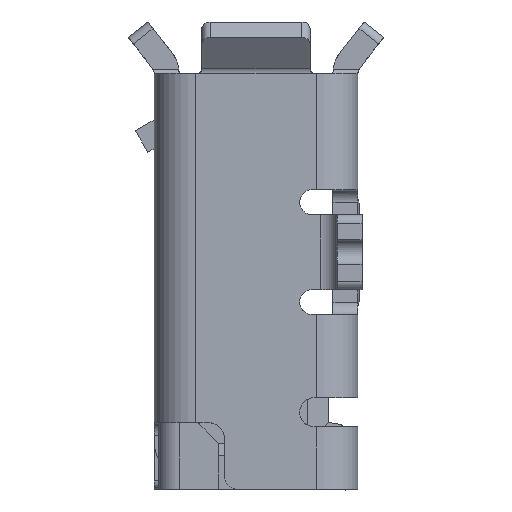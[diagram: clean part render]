
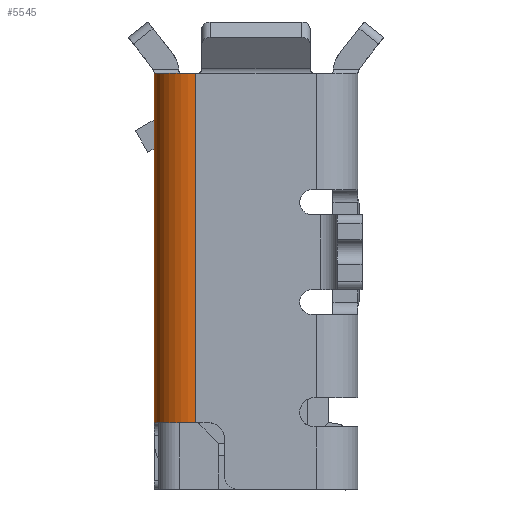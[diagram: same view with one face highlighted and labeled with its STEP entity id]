
A CAD part, left-side view. The second image highlights one B-rep face of the part: STEP entity #5545.
In plain terms, the highlighted cylindrical face has radius 0.5 mm (diameter 1 mm), a partial arc.
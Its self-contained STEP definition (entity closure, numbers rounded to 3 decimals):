
#1701 = CARTESIAN_POINT ( 'NONE',  ( -3.25, 1.08, 3.5 ) ) ;
#1790 = CIRCLE ( 'NONE', #20430, 0.5 ) ;
#1946 = CARTESIAN_POINT ( 'NONE',  ( -3.25, 0.58, 3.5 ) ) ;
#3196 = CARTESIAN_POINT ( 'NONE',  ( -3.25, 1.08, 1.4 ) ) ;
#3211 = EDGE_CURVE ( 'NONE', #4576, #16566, #1790, .T. ) ;
#4576 = VERTEX_POINT ( 'NONE', #19620 ) ;
#5545 = ADVANCED_FACE ( 'NONE', ( #37517 ), #19217, .T. ) ;
#6974 = DIRECTION ( 'NONE',  ( 0., 0., -1. ) ) ;
#7547 = EDGE_LOOP ( 'NONE', ( #29375, #14730, #25367, #29962 ) ) ;
#8059 = DIRECTION ( 'NONE',  ( 0., 0., 1. ) ) ;
#8311 = VERTEX_POINT ( 'NONE', #14469 ) ;
#9083 = DIRECTION ( 'NONE',  ( 0., 0., 1. ) ) ;
#14268 = LINE ( 'NONE', #3196, #36688 ) ;
#14469 = CARTESIAN_POINT ( 'NONE',  ( -3.75, 0.58, 3.5 ) ) ;
#14730 = ORIENTED_EDGE ( 'NONE', *, *, #37728, .F. ) ;
#15707 = CARTESIAN_POINT ( 'NONE',  ( -3.75, 0.58, 1. ) ) ;
#16566 = VERTEX_POINT ( 'NONE', #21060 ) ;
#18754 = LINE ( 'NONE', #15707, #33376 ) ;
#19217 = CYLINDRICAL_SURFACE ( 'NONE', #32272, 0.5 ) ;
#19620 = CARTESIAN_POINT ( 'NONE',  ( -3.75, 0.58, -0.7 ) ) ;
#20430 = AXIS2_PLACEMENT_3D ( 'NONE', #24452, #6974, #27374 ) ;
#20760 = VERTEX_POINT ( 'NONE', #1701 ) ;
#21060 = CARTESIAN_POINT ( 'NONE',  ( -3.25, 1.08, -0.7 ) ) ;
#21602 = DIRECTION ( 'NONE',  ( 0., 0., 1. ) ) ;
#22494 = CIRCLE ( 'NONE', #34876, 0.5 ) ;
#24452 = CARTESIAN_POINT ( 'NONE',  ( -3.25, 0.58, -0.7 ) ) ;
#25367 = ORIENTED_EDGE ( 'NONE', *, *, #3211, .F. ) ;
#25531 = CARTESIAN_POINT ( 'NONE',  ( -3.25, 0.58, 3.5 ) ) ;
#27374 = DIRECTION ( 'NONE',  ( 0., 1., 0. ) ) ;
#28462 = DIRECTION ( 'NONE',  ( 0., 1., 0. ) ) ;
#28883 = EDGE_CURVE ( 'NONE', #4576, #8311, #18754, .T. ) ;
#29375 = ORIENTED_EDGE ( 'NONE', *, *, #34796, .F. ) ;
#29962 = ORIENTED_EDGE ( 'NONE', *, *, #28883, .T. ) ;
#32272 = AXIS2_PLACEMENT_3D ( 'NONE', #1946, #36409, #34089 ) ;
#33376 = VECTOR ( 'NONE', #21602, 1000. ) ;
#34089 = DIRECTION ( 'NONE',  ( 0., 1., 0. ) ) ;
#34796 = EDGE_CURVE ( 'NONE', #20760, #8311, #22494, .T. ) ;
#34876 = AXIS2_PLACEMENT_3D ( 'NONE', #25531, #8059, #28462 ) ;
#36409 = DIRECTION ( 'NONE',  ( 0., 0., -1. ) ) ;
#36688 = VECTOR ( 'NONE', #9083, 1000. ) ;
#37517 = FACE_OUTER_BOUND ( 'NONE', #7547, .T. ) ;
#37728 = EDGE_CURVE ( 'NONE', #16566, #20760, #14268, .T. ) ;
